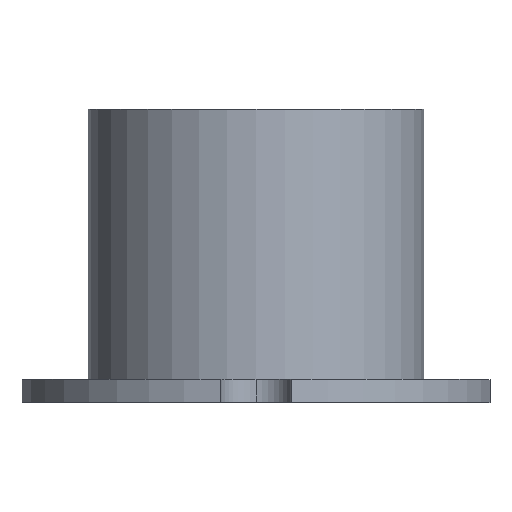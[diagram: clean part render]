
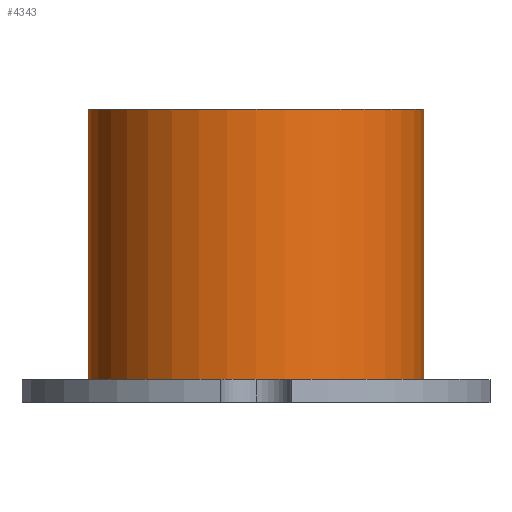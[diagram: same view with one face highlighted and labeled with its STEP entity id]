
A CAD part, top view. The second image highlights one B-rep face of the part: STEP entity #4343.
In plain terms, the highlighted cylindrical face has radius 34.925 mm (diameter 69.85 mm), a partial arc.
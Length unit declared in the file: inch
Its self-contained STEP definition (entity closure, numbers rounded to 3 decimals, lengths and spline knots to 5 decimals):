
#136=CARTESIAN_POINT('',(1.375,0.1545,0.));
#137=VERTEX_POINT('',#136);
#138=CARTESIAN_POINT('',(1.375,2.3675,0.));
#139=VERTEX_POINT('',#138);
#140=CARTESIAN_POINT('',(1.375,0.1545,0.));
#141=DIRECTION('',(0.0,1.0,0.0));
#142=VECTOR('',#141,2.213);
#143=LINE('',#140,#142);
#144=EDGE_CURVE('',#137,#139,#143,.T.);
#146=CARTESIAN_POINT('',(-1.375,0.1545,0.));
#147=VERTEX_POINT('',#146);
#155=CARTESIAN_POINT('',(-1.375,2.3675,0.));
#156=VERTEX_POINT('',#155);
#157=CARTESIAN_POINT('',(-1.375,2.3675,0.));
#158=DIRECTION('',(0.0,-1.0,0.0));
#159=VECTOR('',#158,2.213);
#160=LINE('',#157,#159);
#161=EDGE_CURVE('',#156,#147,#160,.T.);
#4320=CARTESIAN_POINT('',(0.0,1.261,0.));
#4321=DIRECTION('',(0.0,1.0,0.));
#4322=DIRECTION('',(1.0,0.0,0.0));
#4323=AXIS2_PLACEMENT_3D('',#4320,#4321,#4322);
#4324=CYLINDRICAL_SURFACE('',#4323,1.375);
#4325=ORIENTED_EDGE('',*,*,#144,.T.);
#4326=CARTESIAN_POINT('',(0.0,2.3675,0.));
#4327=DIRECTION('',(0.0,1.0,0.0));
#4328=DIRECTION('',(1.0,0.0,0.0));
#4329=AXIS2_PLACEMENT_3D('',#4326,#4327,#4328);
#4330=CIRCLE('',#4329,1.375);
#4331=EDGE_CURVE('',#156,#139,#4330,.T.);
#4332=ORIENTED_EDGE('',*,*,#4331,.F.);
#4333=ORIENTED_EDGE('',*,*,#161,.T.);
#4334=CARTESIAN_POINT('',(0.0,0.1545,0.));
#4335=DIRECTION('',(0.0,-1.0,0.0));
#4336=DIRECTION('',(1.0,0.0,0.0));
#4337=AXIS2_PLACEMENT_3D('',#4334,#4335,#4336);
#4338=CIRCLE('',#4337,1.375);
#4339=EDGE_CURVE('',#147,#137,#4338,.F.);
#4340=ORIENTED_EDGE('',*,*,#4339,.T.);
#4341=EDGE_LOOP('',(#4325,#4332,#4333,#4340));
#4342=FACE_OUTER_BOUND('',#4341,.T.);
#4343=ADVANCED_FACE('',(#4342),#4324,.T.);
